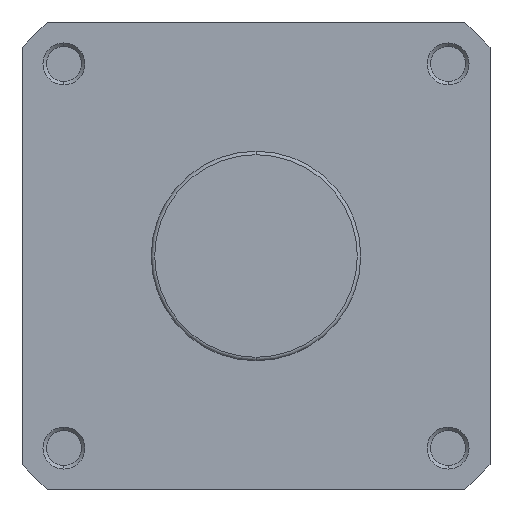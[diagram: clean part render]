
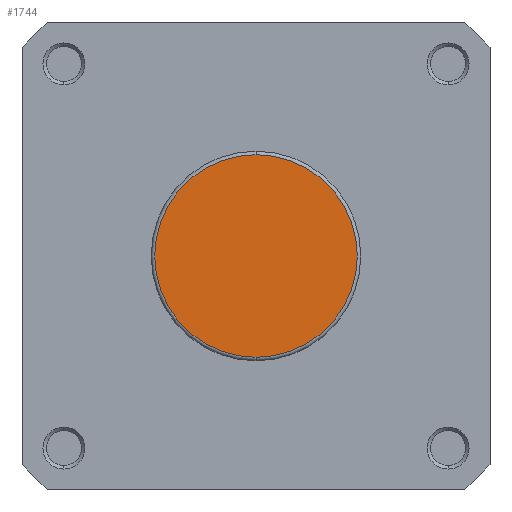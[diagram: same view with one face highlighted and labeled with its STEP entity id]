
A CAD part, left-side view. The second image highlights one B-rep face of the part: STEP entity #1744.
In plain terms, the highlighted planar face has unit normal (-1, 0, 0).
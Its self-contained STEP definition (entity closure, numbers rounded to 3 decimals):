
#252 = VERTEX_POINT ( 'NONE', #627 ) ;
#294 = VERTEX_POINT ( 'NONE', #669 ) ;
#627 = CARTESIAN_POINT ( 'NONE',  ( 0., 0., -29. ) ) ;
#669 = CARTESIAN_POINT ( 'NONE',  ( 0., 0., 29. ) ) ;
#1180 = CARTESIAN_POINT ( 'NONE',  ( 0., 30., 0. ) ) ;
#1181 = PLANE ( 'NONE',  #4866 ) ;
#1183 = DIRECTION ( 'NONE',  ( 1., 0., 0. ) ) ;
#1184 = DIRECTION ( 'NONE',  ( 0., 0., -1. ) ) ;
#1744 = ADVANCED_FACE ( 'NONE', ( #3282 ), #1181, .F. ) ;
#2185 = EDGE_LOOP ( 'NONE', ( #2965, #2554 ) ) ;
#2554 = ORIENTED_EDGE ( 'NONE', *, *, #4265, .T. ) ;
#2965 = ORIENTED_EDGE ( 'NONE', *, *, #4359, .T. ) ;
#3282 = FACE_OUTER_BOUND ( 'NONE', #2185, .T. ) ;
#3747 = CIRCLE ( 'NONE', #3999, 29. ) ;
#3999 = AXIS2_PLACEMENT_3D ( 'NONE', #5374, #5375, #5376 ) ;
#4049 = AXIS2_PLACEMENT_3D ( 'NONE', #5607, #5614, #5615 ) ;
#4265 = EDGE_CURVE ( 'NONE', #294, #252, #3747, .T. ) ;
#4359 = EDGE_CURVE ( 'NONE', #252, #294, #6203, .T. ) ;
#4866 = AXIS2_PLACEMENT_3D ( 'NONE', #1180, #1183, #1184 ) ;
#5374 = CARTESIAN_POINT ( 'NONE',  ( 0., 0., 0. ) ) ;
#5375 = DIRECTION ( 'NONE',  ( -1., 0., 0. ) ) ;
#5376 = DIRECTION ( 'NONE',  ( 0., 0., -1. ) ) ;
#5607 = CARTESIAN_POINT ( 'NONE',  ( 0., 0., 0. ) ) ;
#5614 = DIRECTION ( 'NONE',  ( -1., 0., 0. ) ) ;
#5615 = DIRECTION ( 'NONE',  ( 0., 0., -1. ) ) ;
#6203 = CIRCLE ( 'NONE', #4049, 29. ) ;
